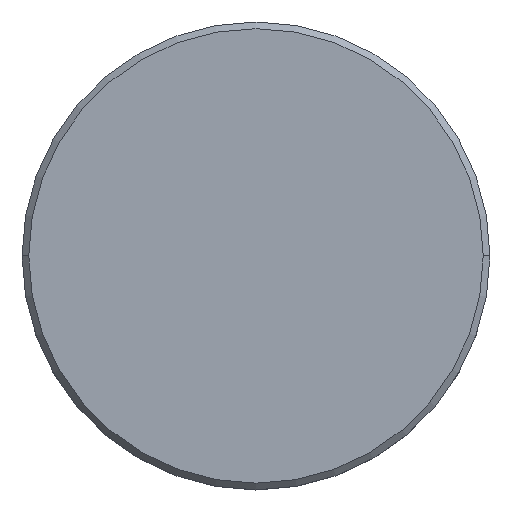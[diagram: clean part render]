
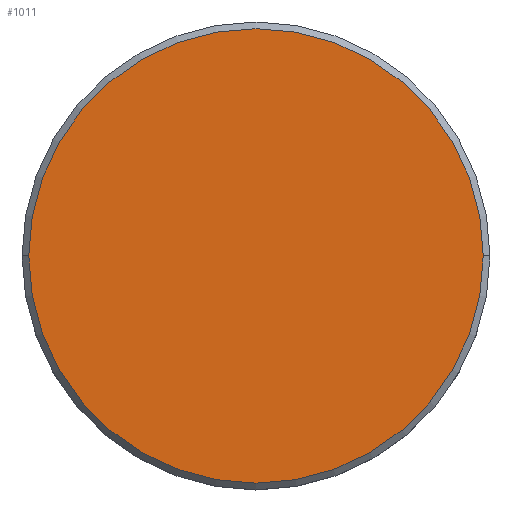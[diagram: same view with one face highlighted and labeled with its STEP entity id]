
A CAD part, top view. The second image highlights one B-rep face of the part: STEP entity #1011.
In plain terms, the highlighted planar face has unit normal (0, 0, 1).
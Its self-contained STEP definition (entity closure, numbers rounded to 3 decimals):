
#73 = CARTESIAN_POINT ( 'NONE',  ( 0., 0., 0. ) ) ;
#107 = EDGE_LOOP ( 'NONE', ( #290, #937 ) ) ;
#231 = CIRCLE ( 'NONE', #695, 17. ) ;
#236 = DIRECTION ( 'NONE',  ( 0., 0., 1. ) ) ;
#255 = DIRECTION ( 'NONE',  ( 1., 0., 0. ) ) ;
#290 = ORIENTED_EDGE ( 'NONE', *, *, #1014, .T. ) ;
#320 = CARTESIAN_POINT ( 'NONE',  ( 0., 0., 0. ) ) ;
#342 = CIRCLE ( 'NONE', #1016, 17. ) ;
#346 = PLANE ( 'NONE',  #1070 ) ;
#442 = DIRECTION ( 'NONE',  ( 0., 0., 1. ) ) ;
#659 = DIRECTION ( 'NONE',  ( 1., 0., 0. ) ) ;
#663 = EDGE_CURVE ( 'NONE', #1176, #1099, #231, .T. ) ;
#695 = AXIS2_PLACEMENT_3D ( 'NONE', #320, #236, #659 ) ;
#807 = DIRECTION ( 'NONE',  ( 1., 0., 0. ) ) ;
#835 = CARTESIAN_POINT ( 'NONE',  ( 17., 0., 0. ) ) ;
#937 = ORIENTED_EDGE ( 'NONE', *, *, #663, .T. ) ;
#986 = FACE_OUTER_BOUND ( 'NONE', #107, .T. ) ;
#1001 = CARTESIAN_POINT ( 'NONE',  ( -17., 0., 0. ) ) ;
#1011 = ADVANCED_FACE ( 'NONE', ( #986 ), #346, .T. ) ;
#1014 = EDGE_CURVE ( 'NONE', #1099, #1176, #342, .T. ) ;
#1016 = AXIS2_PLACEMENT_3D ( 'NONE', #1076, #442, #807 ) ;
#1070 = AXIS2_PLACEMENT_3D ( 'NONE', #73, #1175, #255 ) ;
#1076 = CARTESIAN_POINT ( 'NONE',  ( 0., 0., 0. ) ) ;
#1099 = VERTEX_POINT ( 'NONE', #1001 ) ;
#1175 = DIRECTION ( 'NONE',  ( 0., 0., 1. ) ) ;
#1176 = VERTEX_POINT ( 'NONE', #835 ) ;
